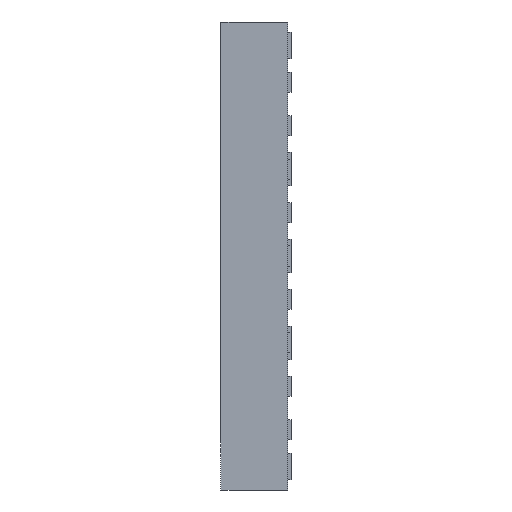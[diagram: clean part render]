
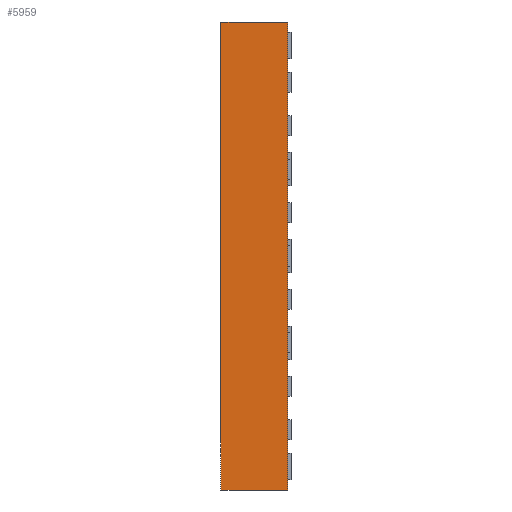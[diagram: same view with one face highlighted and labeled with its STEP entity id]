
A CAD part, left-side view. The second image highlights one B-rep face of the part: STEP entity #5959.
In plain terms, the highlighted planar face has unit normal (-1, 0, 0).
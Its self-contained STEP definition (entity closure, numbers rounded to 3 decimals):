
#87 = CARTESIAN_POINT ( 'NONE',  ( -3.5, 1., 3.5 ) ) ;
#133 = DIRECTION ( 'NONE',  ( 1., 0., 0. ) ) ;
#780 = DIRECTION ( 'NONE',  ( 0., -1., 0. ) ) ;
#914 = VERTEX_POINT ( 'NONE', #5848 ) ;
#1177 = VECTOR ( 'NONE', #4915, 1000. ) ;
#1602 = PLANE ( 'NONE',  #3718 ) ;
#2299 = VERTEX_POINT ( 'NONE', #87 ) ;
#2493 = ORIENTED_EDGE ( 'NONE', *, *, #8751, .T. ) ;
#2635 = EDGE_CURVE ( 'NONE', #8932, #2299, #6441, .T. ) ;
#3129 = CARTESIAN_POINT ( 'NONE',  ( -3.5, 1., 3.5 ) ) ;
#3263 = CARTESIAN_POINT ( 'NONE',  ( -3.5, 1., 3.5 ) ) ;
#3436 = VECTOR ( 'NONE', #8296, 1000. ) ;
#3654 = LINE ( 'NONE', #8252, #3436 ) ;
#3718 = AXIS2_PLACEMENT_3D ( 'NONE', #3129, #133, #9029 ) ;
#3803 = CARTESIAN_POINT ( 'NONE',  ( -3.5, 1., 3.5 ) ) ;
#4049 = VECTOR ( 'NONE', #780, 1000. ) ;
#4489 = FACE_OUTER_BOUND ( 'NONE', #4967, .T. ) ;
#4636 = LINE ( 'NONE', #3803, #5733 ) ;
#4744 = CARTESIAN_POINT ( 'NONE',  ( -3.5, 0., -3.5 ) ) ;
#4915 = DIRECTION ( 'NONE',  ( 0., 0., 1. ) ) ;
#4954 = EDGE_CURVE ( 'NONE', #2299, #914, #4636, .T. ) ;
#4967 = EDGE_LOOP ( 'NONE', ( #2493, #7118, #8943, #7386 ) ) ;
#5733 = VECTOR ( 'NONE', #6118, 1000. ) ;
#5783 = CARTESIAN_POINT ( 'NONE',  ( -3.5, 1., -3.5 ) ) ;
#5848 = CARTESIAN_POINT ( 'NONE',  ( -3.5, 0., 3.5 ) ) ;
#5959 = ADVANCED_FACE ( 'NONE', ( #4489 ), #1602, .F. ) ;
#6118 = DIRECTION ( 'NONE',  ( 0., -1., 0. ) ) ;
#6441 = LINE ( 'NONE', #3263, #1177 ) ;
#6667 = CARTESIAN_POINT ( 'NONE',  ( -3.5, 1., -3.5 ) ) ;
#6740 = VERTEX_POINT ( 'NONE', #4744 ) ;
#7118 = ORIENTED_EDGE ( 'NONE', *, *, #4954, .F. ) ;
#7386 = ORIENTED_EDGE ( 'NONE', *, *, #8281, .T. ) ;
#8252 = CARTESIAN_POINT ( 'NONE',  ( -3.5, 0., 3.5 ) ) ;
#8281 = EDGE_CURVE ( 'NONE', #8932, #6740, #9626, .T. ) ;
#8296 = DIRECTION ( 'NONE',  ( 0., 0., 1. ) ) ;
#8751 = EDGE_CURVE ( 'NONE', #6740, #914, #3654, .T. ) ;
#8932 = VERTEX_POINT ( 'NONE', #5783 ) ;
#8943 = ORIENTED_EDGE ( 'NONE', *, *, #2635, .F. ) ;
#9029 = DIRECTION ( 'NONE',  ( 0., 0., -1. ) ) ;
#9626 = LINE ( 'NONE', #6667, #4049 ) ;
